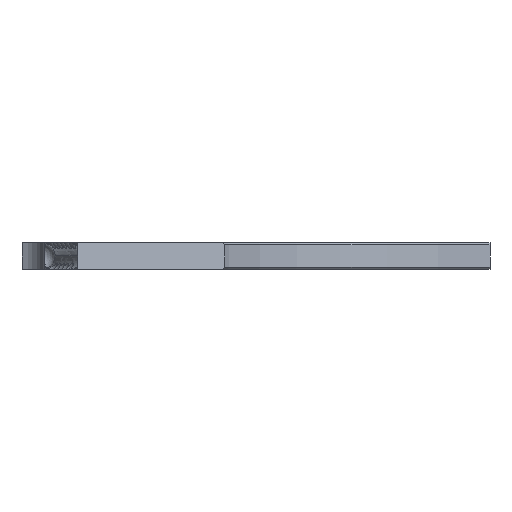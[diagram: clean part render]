
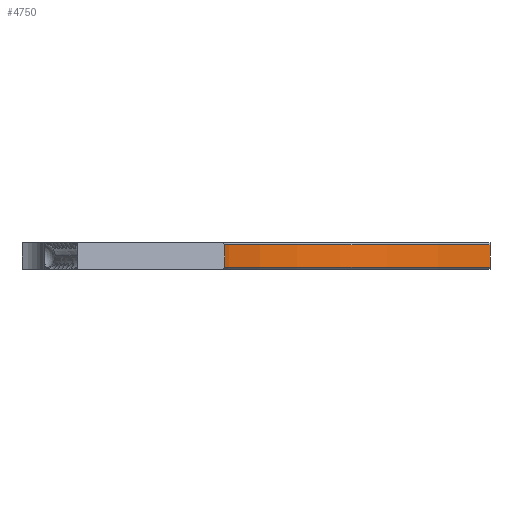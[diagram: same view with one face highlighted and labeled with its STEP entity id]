
A CAD part, left-side view. The second image highlights one B-rep face of the part: STEP entity #4750.
In plain terms, the highlighted cylindrical face has radius 107.163 mm (diameter 214.325 mm), a partial arc.
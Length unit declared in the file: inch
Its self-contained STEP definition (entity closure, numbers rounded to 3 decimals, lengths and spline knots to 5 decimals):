
#6 = FACE_OUTER_BOUND ( 'NONE', #5131, .T. ) ;
#161 = VERTEX_POINT ( 'NONE', #2757 ) ;
#355 = CIRCLE ( 'NONE', #1435, 4.219 ) ;
#668 = ORIENTED_EDGE ( 'NONE', *, *, #3327, .F. ) ;
#675 = DIRECTION ( 'NONE',  ( 0., 0., 1. ) ) ;
#893 = CARTESIAN_POINT ( 'NONE',  ( 0., 0., -0.3425 ) ) ;
#958 = EDGE_CURVE ( 'NONE', #161, #1825, #355, .T. ) ;
#1014 = CARTESIAN_POINT ( 'NONE',  ( 4.219, 0., -0.3735 ) ) ;
#1136 = LINE ( 'NONE', #1014, #2637 ) ;
#1301 = ORIENTED_EDGE ( 'NONE', *, *, #5429, .T. ) ;
#1435 = AXIS2_PLACEMENT_3D ( 'NONE', #4687, #3343, #3307 ) ;
#1825 = VERTEX_POINT ( 'NONE', #4718 ) ;
#1897 = CYLINDRICAL_SURFACE ( 'NONE', #5607, 4.219 ) ;
#1947 = AXIS2_PLACEMENT_3D ( 'NONE', #893, #3260, #4637 ) ;
#2105 = CARTESIAN_POINT ( 'NONE',  ( -2.03897, 3.69358, -0.3425 ) ) ;
#2637 = VECTOR ( 'NONE', #675, 39.37008 ) ;
#2757 = CARTESIAN_POINT ( 'NONE',  ( 4.219, 0., -0.031 ) ) ;
#3061 = CARTESIAN_POINT ( 'NONE',  ( 4.219, 0., -0.3425 ) ) ;
#3260 = DIRECTION ( 'NONE',  ( 0., 0., -1. ) ) ;
#3307 = DIRECTION ( 'NONE',  ( 1., 0., 0. ) ) ;
#3327 = EDGE_CURVE ( 'NONE', #3375, #1825, #4855, .T. ) ;
#3343 = DIRECTION ( 'NONE',  ( 0., 0., 1. ) ) ;
#3375 = VERTEX_POINT ( 'NONE', #2105 ) ;
#3758 = CARTESIAN_POINT ( 'NONE',  ( 0., 0., -0.3735 ) ) ;
#3846 = VERTEX_POINT ( 'NONE', #3061 ) ;
#3864 = ORIENTED_EDGE ( 'NONE', *, *, #5365, .T. ) ;
#4370 = DIRECTION ( 'NONE',  ( 1., 0., 0. ) ) ;
#4582 = CIRCLE ( 'NONE', #1947, 4.219 ) ;
#4637 = DIRECTION ( 'NONE',  ( 1., 0., 0. ) ) ;
#4687 = CARTESIAN_POINT ( 'NONE',  ( 0., 0., -0.031 ) ) ;
#4691 = ORIENTED_EDGE ( 'NONE', *, *, #958, .T. ) ;
#4710 = DIRECTION ( 'NONE',  ( 0., 0., 1. ) ) ;
#4718 = CARTESIAN_POINT ( 'NONE',  ( -2.03897, 3.69358, -0.031 ) ) ;
#4750 = ADVANCED_FACE ( 'NONE', ( #6 ), #1897, .F. ) ;
#4855 = LINE ( 'NONE', #5821, #5067 ) ;
#5067 = VECTOR ( 'NONE', #5304, 39.37008 ) ;
#5131 = EDGE_LOOP ( 'NONE', ( #1301, #4691, #668, #3864 ) ) ;
#5304 = DIRECTION ( 'NONE',  ( 0., 0., 1. ) ) ;
#5365 = EDGE_CURVE ( 'NONE', #3375, #3846, #4582, .T. ) ;
#5429 = EDGE_CURVE ( 'NONE', #3846, #161, #1136, .T. ) ;
#5607 = AXIS2_PLACEMENT_3D ( 'NONE', #3758, #4710, #4370 ) ;
#5821 = CARTESIAN_POINT ( 'NONE',  ( -2.03897, 3.69358, -0.3735 ) ) ;
